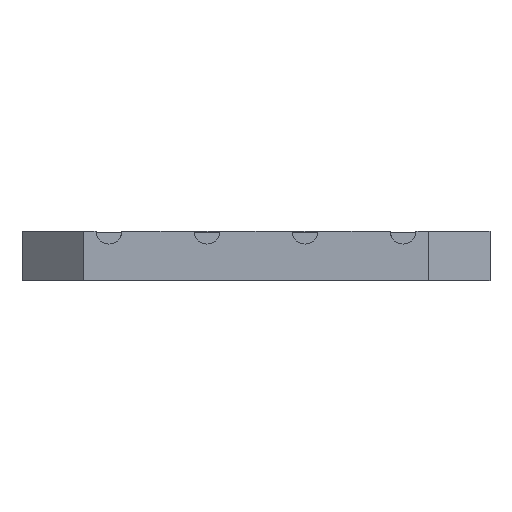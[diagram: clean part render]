
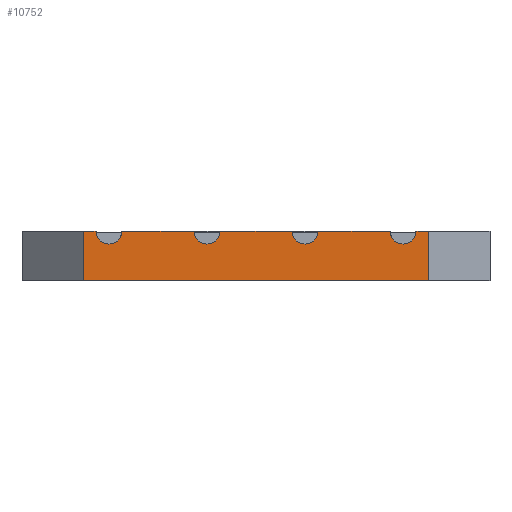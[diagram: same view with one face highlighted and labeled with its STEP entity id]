
A CAD part, top view. The second image highlights one B-rep face of the part: STEP entity #10752.
In plain terms, the highlighted planar face has unit normal (0, 0, 1).
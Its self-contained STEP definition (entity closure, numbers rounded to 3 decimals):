
#190=DIRECTION('',(1.,0.,0.));
#191=VECTOR('',#190,28.2);
#192=CARTESIAN_POINT('',(-14.1,-2.,12.5));
#193=LINE('',#192,#191);
#2750=DIRECTION('',(1.,0.,0.));
#2751=VECTOR('',#2750,5.9);
#2752=CARTESIAN_POINT('',(-10.95,2.,12.5));
#2753=LINE('',#2752,#2751);
#2766=DIRECTION('',(1.,0.,0.));
#2767=VECTOR('',#2766,5.9);
#2768=CARTESIAN_POINT('',(-2.95,2.,12.5));
#2769=LINE('',#2768,#2767);
#2782=DIRECTION('',(1.,0.,0.));
#2783=VECTOR('',#2782,5.9);
#2784=CARTESIAN_POINT('',(5.05,2.,12.5));
#2785=LINE('',#2784,#2783);
#2838=DIRECTION('',(1.,0.,0.));
#2839=VECTOR('',#2838,1.05);
#2840=CARTESIAN_POINT('',(13.05,2.,12.5));
#2841=LINE('',#2840,#2839);
#2882=DIRECTION('',(1.,0.,0.));
#2883=VECTOR('',#2882,1.05);
#2884=CARTESIAN_POINT('',(-14.1,2.,12.5));
#2885=LINE('',#2884,#2883);
#3334=CARTESIAN_POINT('',(-4.,2.,12.5));
#3335=DIRECTION('',(0.,0.,-1.));
#3336=DIRECTION('',(1.,0.,0.));
#3337=AXIS2_PLACEMENT_3D('',#3334,#3335,#3336);
#3339=CARTESIAN_POINT('',(4.,2.,12.5));
#3340=DIRECTION('',(0.,0.,-1.));
#3341=DIRECTION('',(1.,0.,0.));
#3342=AXIS2_PLACEMENT_3D('',#3339,#3340,#3341);
#3344=CARTESIAN_POINT('',(12.,2.,12.5));
#3345=DIRECTION('',(0.,0.,-1.));
#3346=DIRECTION('',(1.,0.,0.));
#3347=AXIS2_PLACEMENT_3D('',#3344,#3345,#3346);
#3349=CARTESIAN_POINT('',(-12.,2.,12.5));
#3350=DIRECTION('',(0.,0.,-1.));
#3351=DIRECTION('',(1.,0.,0.));
#3352=AXIS2_PLACEMENT_3D('',#3349,#3350,#3351);
#3666=DIRECTION('',(0.,1.,0.));
#3667=VECTOR('',#3666,4.);
#3668=CARTESIAN_POINT('',(14.1,-2.,12.5));
#3669=LINE('',#3668,#3667);
#4290=DIRECTION('',(0.,1.,0.));
#4291=VECTOR('',#4290,4.);
#4292=CARTESIAN_POINT('',(-14.1,-2.,12.5));
#4293=LINE('',#4292,#4291);
#5282=CARTESIAN_POINT('',(-14.1,-2.,12.5));
#5283=CARTESIAN_POINT('',(-14.1,2.,12.5));
#5284=VERTEX_POINT('',#5282);
#5285=VERTEX_POINT('',#5283);
#5294=CARTESIAN_POINT('',(14.1,-2.,12.5));
#5295=CARTESIAN_POINT('',(14.1,2.,12.5));
#5296=VERTEX_POINT('',#5294);
#5297=VERTEX_POINT('',#5295);
#5350=CARTESIAN_POINT('',(-2.95,2.,12.5));
#5351=CARTESIAN_POINT('',(-5.05,2.,12.5));
#5352=VERTEX_POINT('',#5350);
#5353=VERTEX_POINT('',#5351);
#5354=CARTESIAN_POINT('',(5.05,2.,12.5));
#5355=CARTESIAN_POINT('',(2.95,2.,12.5));
#5356=VERTEX_POINT('',#5354);
#5357=VERTEX_POINT('',#5355);
#5358=CARTESIAN_POINT('',(-10.95,2.,12.5));
#5359=CARTESIAN_POINT('',(-13.05,2.,12.5));
#5360=VERTEX_POINT('',#5358);
#5361=VERTEX_POINT('',#5359);
#5362=CARTESIAN_POINT('',(13.05,2.,12.5));
#5363=CARTESIAN_POINT('',(10.95,2.,12.5));
#5364=VERTEX_POINT('',#5362);
#5365=VERTEX_POINT('',#5363);
#10728=CARTESIAN_POINT('',(-19.1,-2.,12.5));
#10729=DIRECTION('',(0.,0.,1.));
#10730=DIRECTION('',(1.,0.,0.));
#10731=AXIS2_PLACEMENT_3D('',#10728,#10729,#10730);
#10732=PLANE('',#10731);
#10734=ORIENTED_EDGE('',*,*,#10733,.F.);
#10735=ORIENTED_EDGE('',*,*,#9954,.T.);
#10737=ORIENTED_EDGE('',*,*,#10736,.F.);
#10738=ORIENTED_EDGE('',*,*,#9970,.T.);
#10740=ORIENTED_EDGE('',*,*,#10739,.F.);
#10741=ORIENTED_EDGE('',*,*,#10032,.T.);
#10743=ORIENTED_EDGE('',*,*,#10742,.F.);
#10744=ORIENTED_EDGE('',*,*,#6963,.F.);
#10746=ORIENTED_EDGE('',*,*,#10745,.T.);
#10747=ORIENTED_EDGE('',*,*,#10076,.T.);
#10748=ORIENTED_EDGE('',*,*,#10704,.F.);
#10749=ORIENTED_EDGE('',*,*,#9938,.T.);
#10750=EDGE_LOOP('',(#10734,#10735,#10737,#10738,#10740,#10741,#10743,#10744,
#10746,#10747,#10748,#10749));
#10751=FACE_OUTER_BOUND('',#10750,.F.);
#10752=ADVANCED_FACE('',(#10751),#10732,.T.);
#3338=CIRCLE('',#3337,1.05);
#3343=CIRCLE('',#3342,1.05);
#3348=CIRCLE('',#3347,1.05);
#3353=CIRCLE('',#3352,1.05);
#6963=EDGE_CURVE('',#5284,#5296,#193,.T.);
#9938=EDGE_CURVE('',#5360,#5353,#2753,.T.);
#9954=EDGE_CURVE('',#5352,#5357,#2769,.T.);
#9970=EDGE_CURVE('',#5356,#5365,#2785,.T.);
#10032=EDGE_CURVE('',#5364,#5297,#2841,.T.);
#10076=EDGE_CURVE('',#5285,#5361,#2885,.T.);
#10704=EDGE_CURVE('',#5360,#5361,#3353,.T.);
#10733=EDGE_CURVE('',#5352,#5353,#3338,.T.);
#10736=EDGE_CURVE('',#5356,#5357,#3343,.T.);
#10739=EDGE_CURVE('',#5364,#5365,#3348,.T.);
#10742=EDGE_CURVE('',#5296,#5297,#3669,.T.);
#10745=EDGE_CURVE('',#5284,#5285,#4293,.T.);
